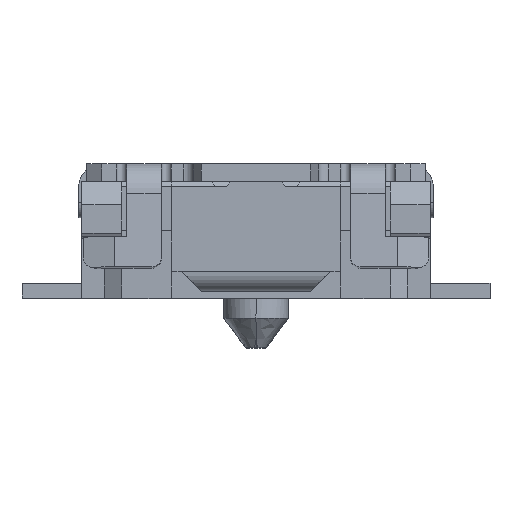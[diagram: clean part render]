
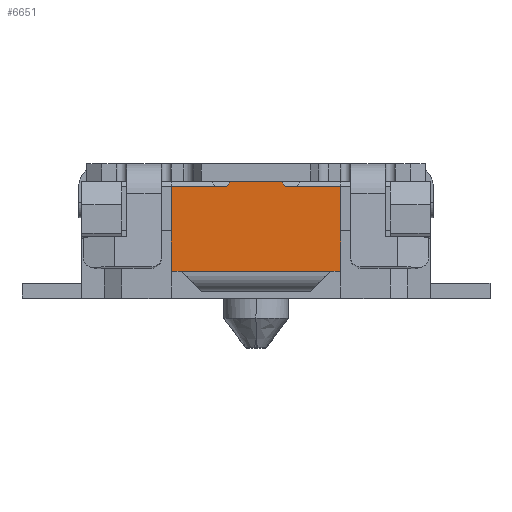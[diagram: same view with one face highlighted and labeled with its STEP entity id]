
A CAD part, top view. The second image highlights one B-rep face of the part: STEP entity #6651.
In plain terms, the highlighted planar face has unit normal (0, 0, 1).
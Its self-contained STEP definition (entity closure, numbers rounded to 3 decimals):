
#179 = VERTEX_POINT ( 'NONE', #6881 ) ;
#573 = CARTESIAN_POINT ( 'NONE',  ( 0.3, 1.269, 2.1 ) ) ;
#660 = ORIENTED_EDGE ( 'NONE', *, *, #10116, .F. ) ;
#697 = VERTEX_POINT ( 'NONE', #2527 ) ;
#1074 = DIRECTION ( 'NONE',  ( -1., 0., 0. ) ) ;
#1109 = DIRECTION ( 'NONE',  ( -1., 0., 0. ) ) ;
#1139 = DIRECTION ( 'NONE',  ( 0., -1., 0. ) ) ;
#1230 = ORIENTED_EDGE ( 'NONE', *, *, #5609, .F. ) ;
#1271 = EDGE_CURVE ( 'NONE', #7433, #9791, #7944, .T. ) ;
#1506 = LINE ( 'NONE', #9042, #3853 ) ;
#1814 = CARTESIAN_POINT ( 'NONE',  ( 0.85, 0.219, 2.1 ) ) ;
#2230 = EDGE_CURVE ( 'NONE', #179, #6408, #7050, .T. ) ;
#2261 = VECTOR ( 'NONE', #4861, 1000. ) ;
#2331 = DIRECTION ( 'NONE',  ( 1., 0., 0. ) ) ;
#2369 = CARTESIAN_POINT ( 'NONE',  ( 0.85, 1.269, 2.1 ) ) ;
#2406 = ORIENTED_EDGE ( 'NONE', *, *, #2230, .T. ) ;
#2443 = CARTESIAN_POINT ( 'NONE',  ( 0.3, 1.269, 2.1 ) ) ;
#2527 = CARTESIAN_POINT ( 'NONE',  ( -0.3, 1.269, 2.1 ) ) ;
#2537 = DIRECTION ( 'NONE',  ( 1., 0., 0. ) ) ;
#2589 = CARTESIAN_POINT ( 'NONE',  ( 0.25, 1.319, 2.1 ) ) ;
#2651 = ORIENTED_EDGE ( 'NONE', *, *, #5505, .F. ) ;
#2736 = ORIENTED_EDGE ( 'NONE', *, *, #7383, .T. ) ;
#2768 = LINE ( 'NONE', #6487, #4365 ) ;
#2894 = LINE ( 'NONE', #3273, #2261 ) ;
#3129 = CARTESIAN_POINT ( 'NONE',  ( -0.85, 0.419, 2.1 ) ) ;
#3273 = CARTESIAN_POINT ( 'NONE',  ( -0.3, 1.269, 2.1 ) ) ;
#3522 = EDGE_CURVE ( 'NONE', #9791, #6408, #6723, .T. ) ;
#3713 = VERTEX_POINT ( 'NONE', #9993 ) ;
#3797 = VERTEX_POINT ( 'NONE', #573 ) ;
#3841 = EDGE_CURVE ( 'NONE', #4228, #3797, #1506, .T. ) ;
#3853 = VECTOR ( 'NONE', #1074, 1000. ) ;
#4201 = VECTOR ( 'NONE', #8308, 1000. ) ;
#4228 = VERTEX_POINT ( 'NONE', #2369 ) ;
#4238 = ORIENTED_EDGE ( 'NONE', *, *, #3522, .F. ) ;
#4271 = LINE ( 'NONE', #3129, #6135 ) ;
#4300 = VECTOR ( 'NONE', #7506, 1000. ) ;
#4365 = VECTOR ( 'NONE', #2537, 1000. ) ;
#4386 = VERTEX_POINT ( 'NONE', #2589 ) ;
#4494 = EDGE_LOOP ( 'NONE', ( #8573, #9704, #1230, #5344, #2736, #660, #2651, #9269, #2406, #4238 ) ) ;
#4838 = VECTOR ( 'NONE', #1109, 1000. ) ;
#4854 = VECTOR ( 'NONE', #1139, 1000. ) ;
#4861 = DIRECTION ( 'NONE',  ( 0.707, 0.707, 0. ) ) ;
#4881 = PLANE ( 'NONE',  #6358 ) ;
#4997 = CARTESIAN_POINT ( 'NONE',  ( 0.75, 0.419, 2.1 ) ) ;
#5056 = CARTESIAN_POINT ( 'NONE',  ( -0.85, 0.219, 2.1 ) ) ;
#5344 = ORIENTED_EDGE ( 'NONE', *, *, #3841, .T. ) ;
#5505 = EDGE_CURVE ( 'NONE', #697, #5710, #2894, .T. ) ;
#5609 = EDGE_CURVE ( 'NONE', #4228, #3713, #9744, .T. ) ;
#5699 = DIRECTION ( 'NONE',  ( 0., 0., -1. ) ) ;
#5710 = VERTEX_POINT ( 'NONE', #7603 ) ;
#5835 = CARTESIAN_POINT ( 'NONE',  ( 0.85, 0.419, 2.1 ) ) ;
#5870 = CARTESIAN_POINT ( 'NONE',  ( 0.85, 0.419, 2.1 ) ) ;
#6068 = FACE_OUTER_BOUND ( 'NONE', #4494, .T. ) ;
#6135 = VECTOR ( 'NONE', #6184, 1000. ) ;
#6184 = DIRECTION ( 'NONE',  ( 1., 0., 0. ) ) ;
#6279 = CARTESIAN_POINT ( 'NONE',  ( 0.85, 1.269, 2.1 ) ) ;
#6358 = AXIS2_PLACEMENT_3D ( 'NONE', #7299, #5699, #7257 ) ;
#6408 = VERTEX_POINT ( 'NONE', #8356 ) ;
#6487 = CARTESIAN_POINT ( 'NONE',  ( 0.85, 1.319, 2.1 ) ) ;
#6581 = DIRECTION ( 'NONE',  ( -0.707, 0.707, 0. ) ) ;
#6651 = ADVANCED_FACE ( 'NONE', ( #6068 ), #4881, .F. ) ;
#6723 = LINE ( 'NONE', #5835, #4838 ) ;
#6881 = CARTESIAN_POINT ( 'NONE',  ( -0.85, 1.269, 2.1 ) ) ;
#7050 = LINE ( 'NONE', #5056, #4300 ) ;
#7171 = VECTOR ( 'NONE', #6581, 1000. ) ;
#7257 = DIRECTION ( 'NONE',  ( 0., 1., 0. ) ) ;
#7299 = CARTESIAN_POINT ( 'NONE',  ( 0.85, 1.319, 2.1 ) ) ;
#7383 = EDGE_CURVE ( 'NONE', #3797, #4386, #8428, .T. ) ;
#7433 = VERTEX_POINT ( 'NONE', #4997 ) ;
#7506 = DIRECTION ( 'NONE',  ( 0., -1., 0. ) ) ;
#7603 = CARTESIAN_POINT ( 'NONE',  ( -0.25, 1.319, 2.1 ) ) ;
#7774 = LINE ( 'NONE', #6279, #9514 ) ;
#7944 = LINE ( 'NONE', #5870, #4201 ) ;
#8134 = EDGE_CURVE ( 'NONE', #7433, #3713, #4271, .T. ) ;
#8200 = EDGE_CURVE ( 'NONE', #179, #697, #7774, .T. ) ;
#8297 = CARTESIAN_POINT ( 'NONE',  ( -0.75, 0.419, 2.1 ) ) ;
#8308 = DIRECTION ( 'NONE',  ( -1., 0., 0. ) ) ;
#8356 = CARTESIAN_POINT ( 'NONE',  ( -0.85, 0.419, 2.1 ) ) ;
#8428 = LINE ( 'NONE', #2443, #7171 ) ;
#8573 = ORIENTED_EDGE ( 'NONE', *, *, #1271, .F. ) ;
#9042 = CARTESIAN_POINT ( 'NONE',  ( -0.85, 1.269, 2.1 ) ) ;
#9269 = ORIENTED_EDGE ( 'NONE', *, *, #8200, .F. ) ;
#9514 = VECTOR ( 'NONE', #2331, 1000. ) ;
#9704 = ORIENTED_EDGE ( 'NONE', *, *, #8134, .T. ) ;
#9744 = LINE ( 'NONE', #1814, #4854 ) ;
#9791 = VERTEX_POINT ( 'NONE', #8297 ) ;
#9993 = CARTESIAN_POINT ( 'NONE',  ( 0.85, 0.419, 2.1 ) ) ;
#10116 = EDGE_CURVE ( 'NONE', #5710, #4386, #2768, .T. ) ;
